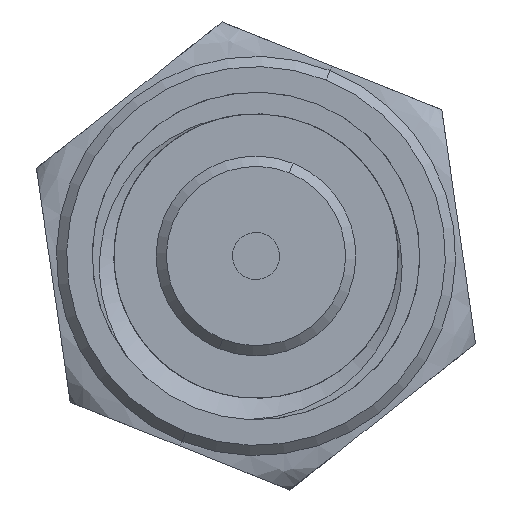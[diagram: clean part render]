
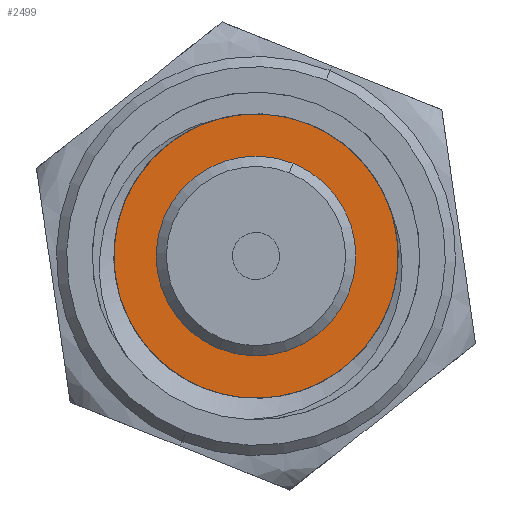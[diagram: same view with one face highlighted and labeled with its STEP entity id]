
A CAD part, front view. The second image highlights one B-rep face of the part: STEP entity #2499.
In plain terms, the highlighted face is planar.
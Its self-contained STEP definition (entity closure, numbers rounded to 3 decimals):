
#177 = CARTESIAN_POINT ( 'NONE',  ( 5.7, -2.488, 1.265 ) ) ;
#317 = CARTESIAN_POINT ( 'NONE',  ( 5.7, 1.818, -2.117 ) ) ;
#339 = CARTESIAN_POINT ( 'NONE',  ( 5.7, 2.773, -0.213 ) ) ;
#396 = CARTESIAN_POINT ( 'NONE',  ( 5.7, -1.362, 2.425 ) ) ;
#597 = EDGE_LOOP ( 'NONE', ( #5309, #3768 ) ) ;
#638 = DIRECTION ( 'NONE',  ( 0., 0., 1. ) ) ;
#660 = CARTESIAN_POINT ( 'NONE',  ( 5.7, 0., 0. ) ) ;
#759 = EDGE_CURVE ( 'NONE', #3946, #4781, #2007, .T. ) ;
#769 = CARTESIAN_POINT ( 'NONE',  ( 5.7, 0.866, -2.643 ) ) ;
#789 = CARTESIAN_POINT ( 'NONE',  ( 5.7, 2.712, -0.616 ) ) ;
#1063 = ORIENTED_EDGE ( 'NONE', *, *, #5708, .F. ) ;
#1139 = CARTESIAN_POINT ( 'NONE',  ( 5.7, -2.007, 1.925 ) ) ;
#1271 = CARTESIAN_POINT ( 'NONE',  ( 5.7, 1.598, -2.288 ) ) ;
#1318 = CARTESIAN_POINT ( 'NONE',  ( 5.7, -0.751, -2.688 ) ) ;
#1486 = AXIS2_PLACEMENT_3D ( 'NONE', #660, #3035, #638 ) ;
#1494 = CARTESIAN_POINT ( 'NONE',  ( 5.7, 0.488, 2.748 ) ) ;
#1620 = CARTESIAN_POINT ( 'NONE',  ( 5.7, -1.809, 2.112 ) ) ;
#1711 = CARTESIAN_POINT ( 'NONE',  ( 5.7, -1.007, -2.588 ) ) ;
#1869 = DIRECTION ( 'NONE',  ( 0., 0., 1. ) ) ;
#1870 = CARTESIAN_POINT ( 'NONE',  ( 5.7, 1.923, 2.009 ) ) ;
#1874 = AXIS2_PLACEMENT_3D ( 'NONE', #2194, #4090, #2674 ) ;
#1926 = CARTESIAN_POINT ( 'NONE',  ( 5.7, 1.718, 2.187 ) ) ;
#1931 = AXIS2_PLACEMENT_3D ( 'NONE', #4127, #3226, #3251 ) ;
#2007 = B_SPLINE_CURVE_WITH_KNOTS ( 'NONE', 3,
 ( #3074, #177, #5469, #4033, #1139, #1620, #4998, #5485, #396, #5251, #4209, #2820, #3319, #2386, #1494, #3386, #4324, #5271, #2860, #6255, #1926, #1870, #5858, #2999, #3218, #6130, #3242, #2277, #3682, #339, #3745, #789, #2212, #3175, #4201, #4161, #3662, #317, #1271, #2256, #5646, #769, #2737, #4139, #4698, #5625, #1318, #1711 ),
 .UNSPECIFIED., .F., .F.,
 ( 4, 2, 2, 2, 2, 2, 2, 2, 2, 2, 2, 2, 2, 2, 2, 2, 2, 2, 2, 2, 2, 2, 2, 4 ),
 ( 0., 0.001, 0.001, 0.002, 0.002, 0.002, 0.003, 0.004, 0.004, 0.005, 0.005, 0.006, 0.007, 0.007, 0.008, 0.008, 0.009, 0.009, 0.01, 0.011, 0.011, 0.011, 0.012, 0.013 ),
 .UNSPECIFIED. ) ;
#2194 = CARTESIAN_POINT ( 'NONE',  ( 5.7, 0., 0. ) ) ;
#2212 = CARTESIAN_POINT ( 'NONE',  ( 5.7, 2.678, -0.75 ) ) ;
#2237 = CARTESIAN_POINT ( 'NONE',  ( 5.7, -1.007, -2.588 ) ) ;
#2256 = CARTESIAN_POINT ( 'NONE',  ( 5.7, 1.243, -2.487 ) ) ;
#2277 = CARTESIAN_POINT ( 'NONE',  ( 5.7, 2.774, 0.197 ) ) ;
#2386 = CARTESIAN_POINT ( 'NONE',  ( 5.7, 0.212, 2.783 ) ) ;
#2499 = ADVANCED_FACE ( 'NONE', ( #3012, #4974 ), #2596, .F. ) ;
#2595 = CARTESIAN_POINT ( 'NONE',  ( 5.7, -2.588, 1.009 ) ) ;
#2596 = PLANE ( 'NONE',  #1931 ) ;
#2674 = DIRECTION ( 'NONE',  ( 0., 0., 1. ) ) ;
#2737 = CARTESIAN_POINT ( 'NONE',  ( 5.7, 0.733, -2.682 ) ) ;
#2781 = VERTEX_POINT ( 'NONE', #5821 ) ;
#2820 = CARTESIAN_POINT ( 'NONE',  ( 5.7, -0.605, 2.724 ) ) ;
#2860 = CARTESIAN_POINT ( 'NONE',  ( 5.7, 1.379, 2.415 ) ) ;
#2955 = EDGE_LOOP ( 'NONE', ( #4864, #1063 ) ) ;
#2999 = CARTESIAN_POINT ( 'NONE',  ( 5.7, 2.287, 1.599 ) ) ;
#3012 = FACE_OUTER_BOUND ( 'NONE', #597, .T. ) ;
#3035 = DIRECTION ( 'NONE',  ( 1., 0., 0. ) ) ;
#3074 = CARTESIAN_POINT ( 'NONE',  ( 5.7, -2.588, 1.009 ) ) ;
#3175 = CARTESIAN_POINT ( 'NONE',  ( 5.7, 2.591, -1.009 ) ) ;
#3214 = CARTESIAN_POINT ( 'NONE',  ( 5.7, 0., -1.95 ) ) ;
#3218 = CARTESIAN_POINT ( 'NONE',  ( 5.7, 2.432, 1.37 ) ) ;
#3226 = DIRECTION ( 'NONE',  ( -1., 0., 0. ) ) ;
#3242 = CARTESIAN_POINT ( 'NONE',  ( 5.7, 2.725, 0.604 ) ) ;
#3251 = DIRECTION ( 'NONE',  ( 0., 0., 1. ) ) ;
#3319 = CARTESIAN_POINT ( 'NONE',  ( 5.7, -0.33, 2.771 ) ) ;
#3386 = CARTESIAN_POINT ( 'NONE',  ( 5.7, 0.881, 2.638 ) ) ;
#3545 = VERTEX_POINT ( 'NONE', #3214 ) ;
#3662 = CARTESIAN_POINT ( 'NONE',  ( 5.7, 2.194, -1.725 ) ) ;
#3682 = CARTESIAN_POINT ( 'NONE',  ( 5.7, 2.78, 0.059 ) ) ;
#3745 = CARTESIAN_POINT ( 'NONE',  ( 5.7, 2.759, -0.348 ) ) ;
#3768 = ORIENTED_EDGE ( 'NONE', *, *, #5164, .T. ) ;
#3871 = CIRCLE ( 'NONE', #5327, 2.777 ) ;
#3883 = EDGE_CURVE ( 'NONE', #2781, #3545, #5732, .T. ) ;
#3946 = VERTEX_POINT ( 'NONE', #2595 ) ;
#4033 = CARTESIAN_POINT ( 'NONE',  ( 5.7, -2.1, 1.823 ) ) ;
#4090 = DIRECTION ( 'NONE',  ( 1., 0., 0. ) ) ;
#4127 = CARTESIAN_POINT ( 'NONE',  ( 5.7, 0., 0. ) ) ;
#4139 = CARTESIAN_POINT ( 'NONE',  ( 5.7, 0.334, -2.771 ) ) ;
#4161 = CARTESIAN_POINT ( 'NONE',  ( 5.7, 2.355, -1.498 ) ) ;
#4201 = CARTESIAN_POINT ( 'NONE',  ( 5.7, 2.539, -1.135 ) ) ;
#4209 = CARTESIAN_POINT ( 'NONE',  ( 5.7, -0.992, 2.598 ) ) ;
#4324 = CARTESIAN_POINT ( 'NONE',  ( 5.7, 1.008, 2.592 ) ) ;
#4491 = DIRECTION ( 'NONE',  ( 1., 0., 0. ) ) ;
#4698 = CARTESIAN_POINT ( 'NONE',  ( 5.7, 0.061, -2.79 ) ) ;
#4736 = CARTESIAN_POINT ( 'NONE',  ( 5.7, 0., 0. ) ) ;
#4781 = VERTEX_POINT ( 'NONE', #2237 ) ;
#4864 = ORIENTED_EDGE ( 'NONE', *, *, #3883, .F. ) ;
#4974 = FACE_BOUND ( 'NONE', #2955, .T. ) ;
#4998 = CARTESIAN_POINT ( 'NONE',  ( 5.7, -1.704, 2.198 ) ) ;
#5070 = CIRCLE ( 'NONE', #1486, 1.95 ) ;
#5164 = EDGE_CURVE ( 'NONE', #3946, #4781, #3871, .T. ) ;
#5251 = CARTESIAN_POINT ( 'NONE',  ( 5.7, -1.118, 2.546 ) ) ;
#5271 = CARTESIAN_POINT ( 'NONE',  ( 5.7, 1.257, 2.48 ) ) ;
#5309 = ORIENTED_EDGE ( 'NONE', *, *, #759, .F. ) ;
#5327 = AXIS2_PLACEMENT_3D ( 'NONE', #4736, #4491, #1869 ) ;
#5469 = CARTESIAN_POINT ( 'NONE',  ( 5.7, -2.353, 1.501 ) ) ;
#5485 = CARTESIAN_POINT ( 'NONE',  ( 5.7, -1.481, 2.354 ) ) ;
#5625 = CARTESIAN_POINT ( 'NONE',  ( 5.7, -0.486, -2.748 ) ) ;
#5646 = CARTESIAN_POINT ( 'NONE',  ( 5.7, 1.12, -2.545 ) ) ;
#5708 = EDGE_CURVE ( 'NONE', #3545, #2781, #5070, .T. ) ;
#5732 = CIRCLE ( 'NONE', #1874, 1.95 ) ;
#5821 = CARTESIAN_POINT ( 'NONE',  ( 5.7, 0., 1.95 ) ) ;
#5858 = CARTESIAN_POINT ( 'NONE',  ( 5.7, 2.02, 1.911 ) ) ;
#6130 = CARTESIAN_POINT ( 'NONE',  ( 5.7, 2.653, 0.866 ) ) ;
#6255 = CARTESIAN_POINT ( 'NONE',  ( 5.7, 1.609, 2.268 ) ) ;
